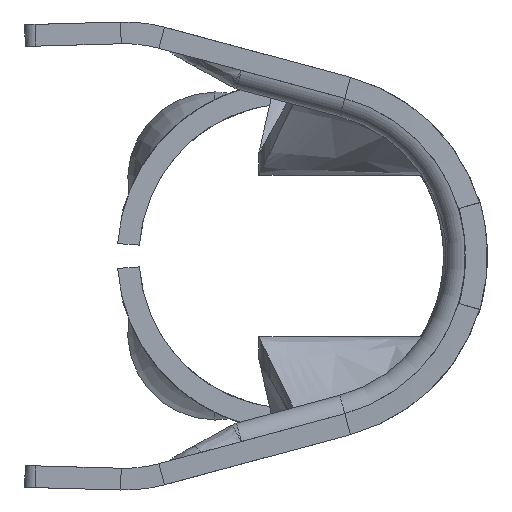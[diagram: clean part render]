
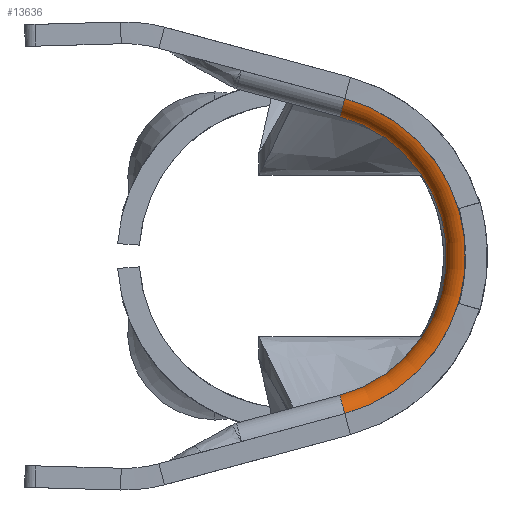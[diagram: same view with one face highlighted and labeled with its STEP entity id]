
A CAD part, left-side view. The second image highlights one B-rep face of the part: STEP entity #13636.
In plain terms, the highlighted toroidal (fillet/blend) face has major radius 3.873 mm and minor radius 0.508 mm.
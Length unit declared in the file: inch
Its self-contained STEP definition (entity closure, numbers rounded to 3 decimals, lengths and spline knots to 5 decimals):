
#286 = EDGE_CURVE ( 'NONE', #6384, #8240, #14359, .T. ) ;
#430 = AXIS2_PLACEMENT_3D ( 'NONE', #9497, #14214, #3620 ) ;
#578 = ORIENTED_EDGE ( 'NONE', *, *, #286, .F. ) ;
#1214 = AXIS2_PLACEMENT_3D ( 'NONE', #9910, #14628, #4024 ) ;
#1439 = DIRECTION ( 'NONE',  ( -1., 0., 0. ) ) ;
#1681 = CARTESIAN_POINT ( 'NONE',  ( -1.62016, -0.04448, 0.12794 ) ) ;
#3152 = DIRECTION ( 'NONE',  ( -1., 0., 0. ) ) ;
#3254 = ORIENTED_EDGE ( 'NONE', *, *, #10614, .F. ) ;
#3620 = DIRECTION ( 'NONE',  ( 0., 0., -1. ) ) ;
#4024 = DIRECTION ( 'NONE',  ( 0., -0.26, 0.966 ) ) ;
#4033 = DIRECTION ( 'NONE',  ( 0., 0.966, -0.26 ) ) ;
#4566 = EDGE_CURVE ( 'NONE', #8240, #10684, #9571, .T. ) ;
#4674 = TOROIDAL_SURFACE ( 'NONE', #13307, 0.1525, 0.02 ) ;
#6185 = DIRECTION ( 'NONE',  ( 0., 0., 1. ) ) ;
#6384 = VERTEX_POINT ( 'NONE', #8286 ) ;
#6483 = CARTESIAN_POINT ( 'NONE',  ( -1.64, -0.04903, 0.14483 ) ) ;
#6588 = ORIENTED_EDGE ( 'NONE', *, *, #14869, .F. ) ;
#7711 = AXIS2_PLACEMENT_3D ( 'NONE', #11076, #4033, #8752 ) ;
#7766 = VERTEX_POINT ( 'NONE', #6483 ) ;
#7890 = DIRECTION ( 'NONE',  ( 0., 0., 1. ) ) ;
#8240 = VERTEX_POINT ( 'NONE', #9900 ) ;
#8286 = CARTESIAN_POINT ( 'NONE',  ( -1.64, -0.04903, -0.14483 ) ) ;
#8752 = DIRECTION ( 'NONE',  ( 0., 0.26, 0.966 ) ) ;
#8989 = EDGE_LOOP ( 'NONE', ( #6588, #14147, #578, #3254 ) ) ;
#9497 = CARTESIAN_POINT ( 'NONE',  ( -1.64, -0.01, 0. ) ) ;
#9571 = CIRCLE ( 'NONE', #11050, 0.1325 ) ;
#9823 = CIRCLE ( 'NONE', #430, 0.15 ) ;
#9900 = CARTESIAN_POINT ( 'NONE',  ( -1.62016, -0.04448, -0.12794 ) ) ;
#9910 = CARTESIAN_POINT ( 'NONE',  ( -1.62016, -0.04968, 0.14725 ) ) ;
#10614 = EDGE_CURVE ( 'NONE', #7766, #6384, #9823, .T. ) ;
#10684 = VERTEX_POINT ( 'NONE', #1681 ) ;
#11050 = AXIS2_PLACEMENT_3D ( 'NONE', #13748, #3152, #7890 ) ;
#11076 = CARTESIAN_POINT ( 'NONE',  ( -1.62016, -0.04968, -0.14725 ) ) ;
#12036 = CARTESIAN_POINT ( 'NONE',  ( -1.62016, -0.01, 0. ) ) ;
#13196 = FACE_OUTER_BOUND ( 'NONE', #8989, .T. ) ;
#13307 = AXIS2_PLACEMENT_3D ( 'NONE', #12036, #1439, #6185 ) ;
#13636 = ADVANCED_FACE ( 'NONE', ( #13196 ), #4674, .T. ) ;
#13748 = CARTESIAN_POINT ( 'NONE',  ( -1.62016, -0.01, 0. ) ) ;
#14147 = ORIENTED_EDGE ( 'NONE', *, *, #4566, .F. ) ;
#14214 = DIRECTION ( 'NONE',  ( 1., 0., 0. ) ) ;
#14359 = CIRCLE ( 'NONE', #7711, 0.02 ) ;
#14560 = CIRCLE ( 'NONE', #1214, 0.02 ) ;
#14628 = DIRECTION ( 'NONE',  ( 0., 0.966, 0.26 ) ) ;
#14869 = EDGE_CURVE ( 'NONE', #10684, #7766, #14560, .T. ) ;
